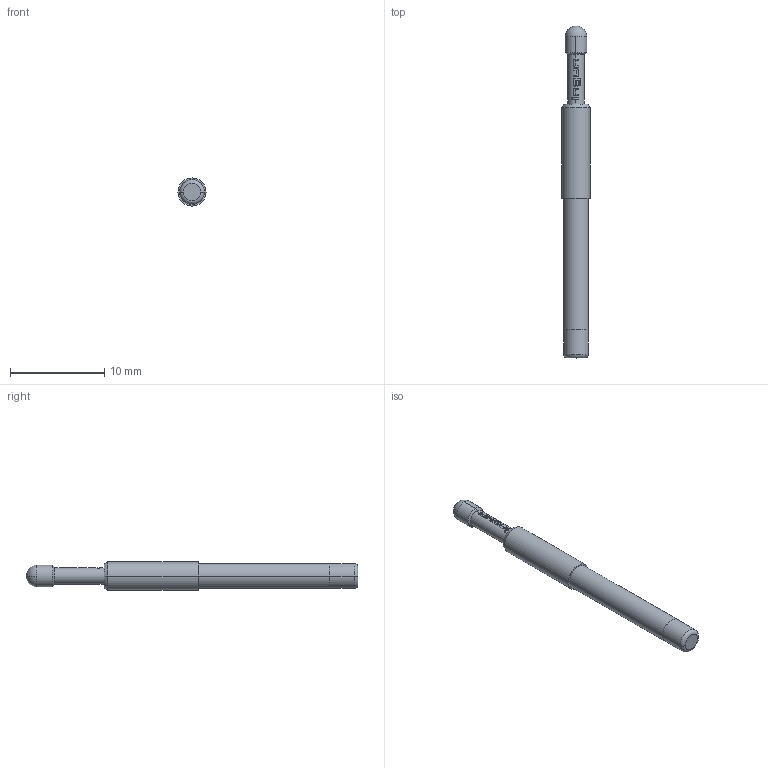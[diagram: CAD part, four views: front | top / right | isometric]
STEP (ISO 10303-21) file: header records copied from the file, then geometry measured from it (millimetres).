
FILE_DESCRIPTION (( 'STEP AP203' ), '1' );
FILE_NAME ('INGUN_GKS-113_305_230_A_xx10.STEP', '2022-01-19T13:25:49', ( 'ochi' ), ( '' ), 'SwSTEP 2.0', 'SolidWorks 2018', '' );
FILE_SCHEMA (( 'CONFIG_CONTROL_DESIGN' ));
Length unit declared in the file: millimetre
Products named in the file (1): INGUN_GKS-113_305_230_A_xx10
Bounding box: 3 x 35.3 x 3 mm (x, y, z)
Volume: 187.8 mm3; surface area: 296.8 mm2
Topology: 1 solids, 1 shells, 103 faces, 286 edges, 187 vertices
Faces by surface type: bspline 40, cylinder 29, plane 26, cone 4, sphere 2, torus 2
Entity records: 4379 total; most frequent: CARTESIAN_POINT 2209, ORIENTED_EDGE 568, EDGE_CURVE 284, B_SPLINE_CURVE_WITH_KNOTS 222, DIRECTION 220, VERTEX_POINT 187, EDGE_LOOP 107, FACE_OUTER_BOUND 103
